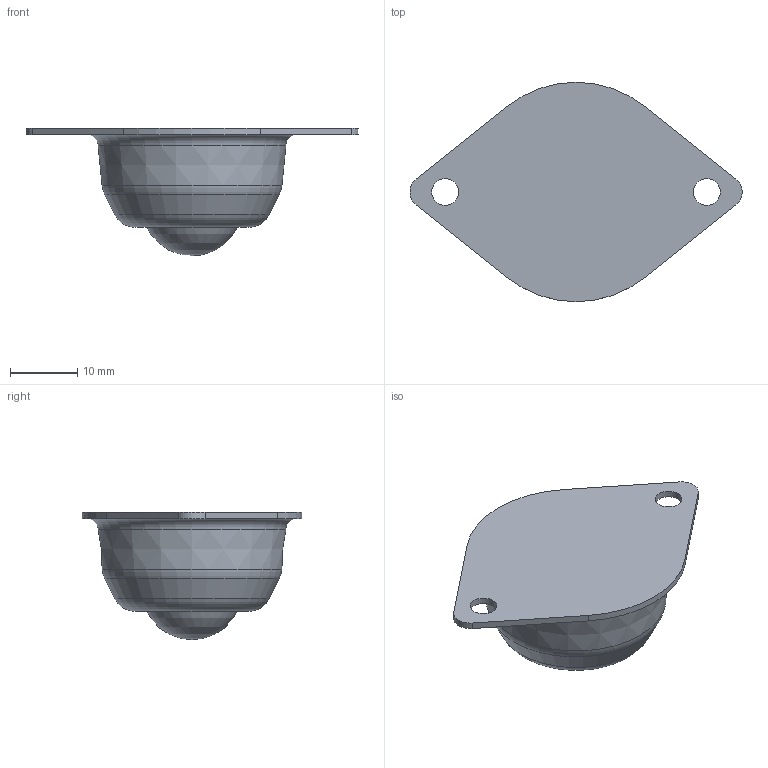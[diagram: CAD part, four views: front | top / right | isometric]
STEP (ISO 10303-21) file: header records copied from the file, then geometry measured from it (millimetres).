
FILE_DESCRIPTION(('FreeCAD Model'),'2;1');
FILE_NAME('Roue-folle.step','2015-08-28T23:15:46',('Author'),(''), 'Open CASCADE STEP processor 6.8','FreeCAD','Unknown');
FILE_SCHEMA(('AUTOMOTIVE_DESIGN_CC2 { 1 2 10303 214 -1 1 5 4 }'));
Length unit declared in the file: millimetre
Products named in the file (1): Pocket001
Bounding box: 49.48 x 32.7 x 19 mm (x, y, z)
Volume: 8700.6 mm3; surface area: 3064.4 mm2
Topology: 1 solids, 1 shells, 20 faces, 46 edges, 29 vertices
Faces by surface type: cylinder 7, plane 7, torus 3, cone 2, sphere 1
Full cylindrical faces by diameter (mm): 4 x2, 13.955 x1
Entity records: 1219 total; most frequent: CARTESIAN_POINT 257, DIRECTION 189, LINE 96, VECTOR 96, ORIENTED_EDGE 90, PCURVE 90, DEFINITIONAL_REPRESENTATION 90, AXIS2_PLACEMENT_3D 45
